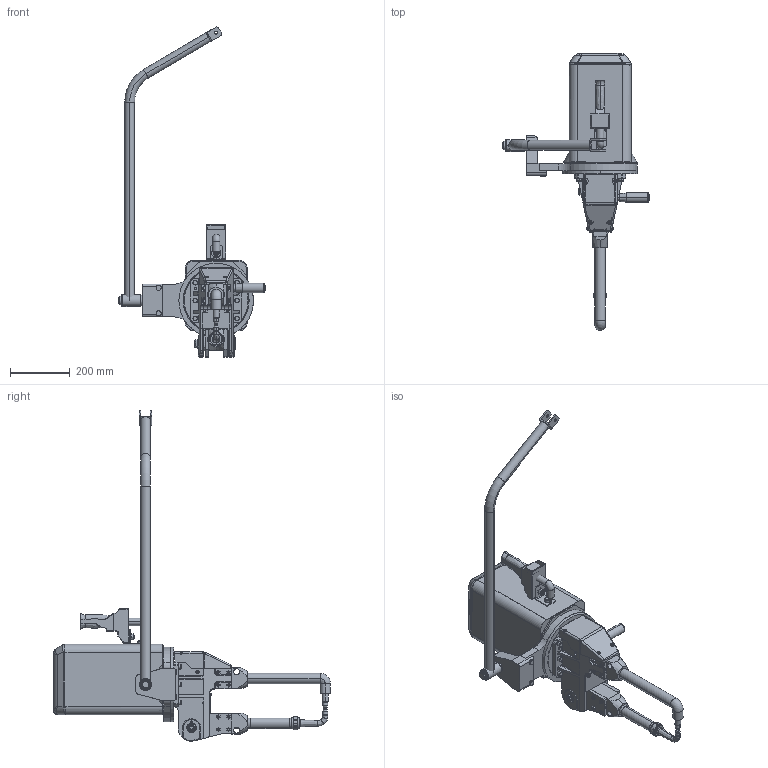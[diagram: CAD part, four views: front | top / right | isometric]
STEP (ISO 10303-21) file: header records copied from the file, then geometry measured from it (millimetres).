
FILE_DESCRIPTION(('CATIA V5 STEP Exchange'),'2;1');
FILE_NAME('Welding gun for spot welding.stp','2011-11-27T15:56:36+00:00',('none'),('none'),'CATIA Version 5 Release 19 GA (IN-10)','CATIA V5 STEP AP203','none');
FILE_SCHEMA(('CONFIG_CONTROL_DESIGN'));
Products named in the file (1): Welding gun for spot welding
Bounding box: 490 x 928.5 x 1107.45 mm (x, y, z)
Volume: 7850343.4 mm3; surface area: 1962267.4 mm2
Topology: 80 solids, 82 shells, 1577 faces, 3754 edges, 2364 vertices
Faces by surface type: plane 660, cylinder 633, bspline 224, cone 54, torus 6
Entity records: 52768 total; most frequent: CARTESIAN_POINT 19639, ORIENTED_EDGE 7452, DIRECTION 5128, EDGE_CURVE 3726, VERTEX_POINT 2364, AXIS2_PLACEMENT_3D 2224, EDGE_LOOP 1820, VECTOR 1799
